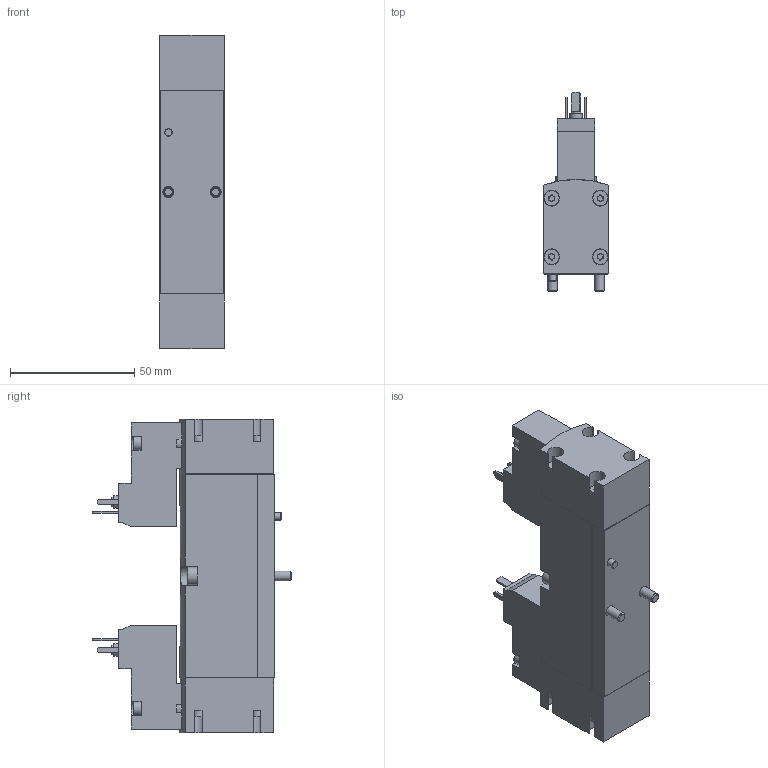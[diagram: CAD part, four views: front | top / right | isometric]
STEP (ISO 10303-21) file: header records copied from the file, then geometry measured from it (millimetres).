
FILE_DESCRIPTION(/* description */ ('STEP AP214'),/* implementation_level */ '2;1');
FILE_NAME(/* name */ '547186_VSVA-B-P53C-H-A1-2AC1',/* time_stamp */ '2024-09-17T08:14:39+02:00',/* author */ ('License CC BY-ND 4.0'),/* organization */ ('CADENAS'),/* preprocessor_version */ 'ST-DEVELOPER v19.3',/* originating_system */ 'PARTsolutions',/* authorisation */ ' ');
FILE_SCHEMA (('AP242_MANAGED_MODEL_BASED_3D_ENGINEERING_MIM_LF { 1 0 10303 442 3 1 4 }','AUTOMOTIVE_DESIGN {1 0 10303 214 3 1 1}'));
Length unit declared in the file: millimetre
Products named in the file (1): 547186 VSVA-B-P53C-H-A1-2AC1
Bounding box: 26 x 80.1 x 126.2 mm (x, y, z)
Volume: 145977 mm3; surface area: 28916.1 mm2
Topology: 1 solids, 1 shells, 379 faces, 982 edges, 648 vertices
Faces by surface type: plane 222, cylinder 148, cone 9
Full cylindrical faces by diameter (mm): 2.013 x2, 2.5 x2, 3 x1, 3.8 x2, 4 x2, 4.5 x2, 4.8 x2, 5 x2, 5.5 x4, 6 x8, 7 x2
Entity records: 14066 total; most frequent: CARTESIAN_POINT 2034, DIRECTION 1984, ORIENTED_EDGE 1874, EDGE_CURVE 937, AXIS2_PLACEMENT_3D 685, VERTEX_POINT 641, LINE 614, VECTOR 614
